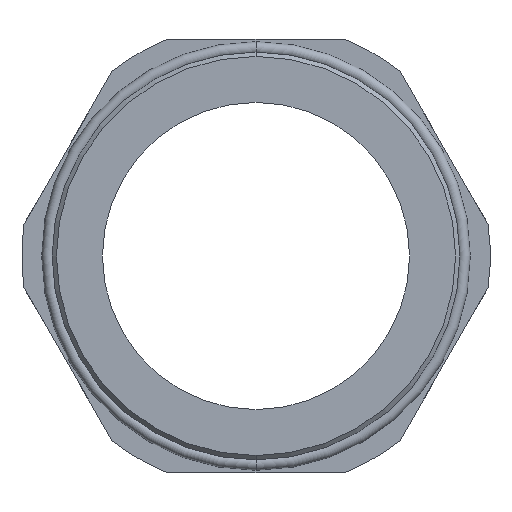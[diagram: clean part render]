
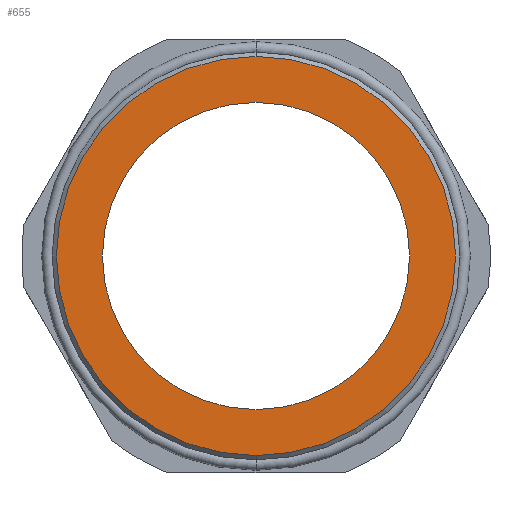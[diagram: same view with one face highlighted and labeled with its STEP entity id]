
A CAD part, front view. The second image highlights one B-rep face of the part: STEP entity #655.
In plain terms, the highlighted planar face has unit normal (0, -1, 0).
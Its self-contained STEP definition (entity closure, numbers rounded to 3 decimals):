
#56 = AXIS2_PLACEMENT_3D ( 'NONE', #956, #957, #958 ) ;
#254 = CARTESIAN_POINT ( 'NONE',  ( 0., -13., 0. ) ) ;
#255 = DIRECTION ( 'NONE',  ( 0., -1., 0. ) ) ;
#256 = DIRECTION ( 'NONE',  ( 0., 0., -1. ) ) ;
#309 = CARTESIAN_POINT ( 'NONE',  ( 0., -13., 0. ) ) ;
#310 = DIRECTION ( 'NONE',  ( 0., -1., 0. ) ) ;
#311 = DIRECTION ( 'NONE',  ( 0., 0., -1. ) ) ;
#312 = CARTESIAN_POINT ( 'NONE',  ( 0., -13., 0. ) ) ;
#313 = DIRECTION ( 'NONE',  ( 0., 1., 0. ) ) ;
#314 = DIRECTION ( 'NONE',  ( 0., 0., 1. ) ) ;
#358 = PLANE ( 'NONE',  #768 ) ;
#359 = CARTESIAN_POINT ( 'NONE',  ( -23.5, -13., 0. ) ) ;
#360 = DIRECTION ( 'NONE',  ( 0., -1., 0. ) ) ;
#361 = DIRECTION ( 'NONE',  ( 0., 0., -1. ) ) ;
#449 = VERTEX_POINT ( 'NONE', #550 ) ;
#456 = VERTEX_POINT ( 'NONE', #557 ) ;
#457 = VERTEX_POINT ( 'NONE', #558 ) ;
#463 = VERTEX_POINT ( 'NONE', #564 ) ;
#492 = EDGE_LOOP ( 'NONE', ( #877, #879 ) ) ;
#493 = EDGE_LOOP ( 'NONE', ( #876, #881 ) ) ;
#550 = CARTESIAN_POINT ( 'NONE',  ( 0., -13., -23. ) ) ;
#557 = CARTESIAN_POINT ( 'NONE',  ( 0., -13., 23. ) ) ;
#558 = CARTESIAN_POINT ( 'NONE',  ( 0., -13., -17.7 ) ) ;
#564 = CARTESIAN_POINT ( 'NONE',  ( 0., -13., 17.7 ) ) ;
#570 = EDGE_CURVE ( 'NONE', #449, #456, #577, .T. ) ;
#577 = CIRCLE ( 'NONE', #774, 23. ) ;
#583 = CIRCLE ( 'NONE', #817, 23. ) ;
#584 = CIRCLE ( 'NONE', #816, 17.7 ) ;
#603 = CIRCLE ( 'NONE', #56, 17.7 ) ;
#639 = EDGE_CURVE ( 'NONE', #456, #449, #583, .T. ) ;
#640 = EDGE_CURVE ( 'NONE', #463, #457, #584, .T. ) ;
#655 = ADVANCED_FACE ( 'NONE', ( #778, #770 ), #358, .T. ) ;
#694 = EDGE_CURVE ( 'NONE', #457, #463, #603, .T. ) ;
#768 = AXIS2_PLACEMENT_3D ( 'NONE', #359, #360, #361 ) ;
#770 = FACE_BOUND ( 'NONE', #493, .T. ) ;
#774 = AXIS2_PLACEMENT_3D ( 'NONE', #254, #255, #256 ) ;
#778 = FACE_OUTER_BOUND ( 'NONE', #492, .T. ) ;
#816 = AXIS2_PLACEMENT_3D ( 'NONE', #312, #313, #314 ) ;
#817 = AXIS2_PLACEMENT_3D ( 'NONE', #309, #310, #311 ) ;
#876 = ORIENTED_EDGE ( 'NONE', *, *, #640, .T. ) ;
#877 = ORIENTED_EDGE ( 'NONE', *, *, #639, .T. ) ;
#879 = ORIENTED_EDGE ( 'NONE', *, *, #570, .T. ) ;
#881 = ORIENTED_EDGE ( 'NONE', *, *, #694, .T. ) ;
#956 = CARTESIAN_POINT ( 'NONE',  ( 0., -13., 0. ) ) ;
#957 = DIRECTION ( 'NONE',  ( 0., 1., 0. ) ) ;
#958 = DIRECTION ( 'NONE',  ( 0., 0., 1. ) ) ;
